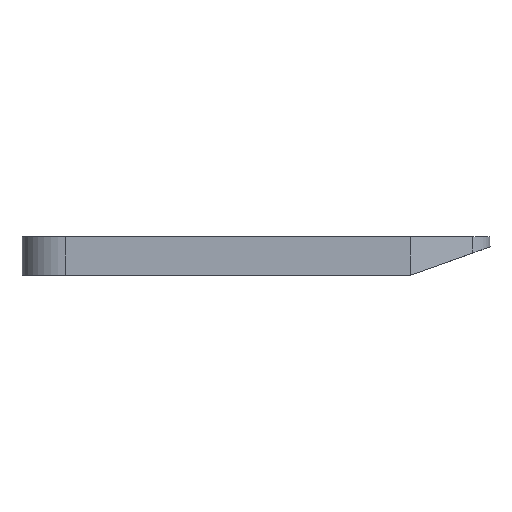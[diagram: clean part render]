
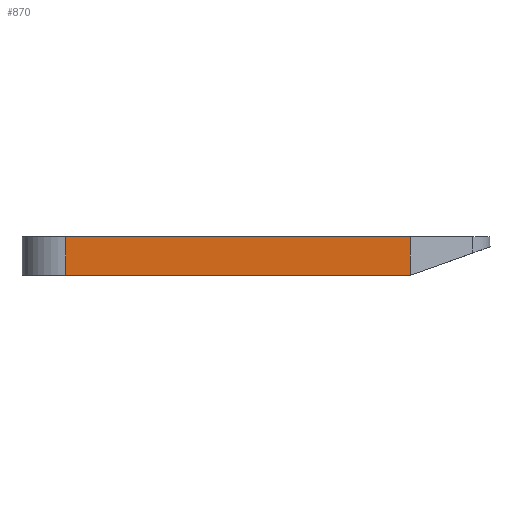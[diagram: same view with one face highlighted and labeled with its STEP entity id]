
A CAD part, left-side view. The second image highlights one B-rep face of the part: STEP entity #870.
In plain terms, the highlighted planar face has unit normal (-1, 0, 0).
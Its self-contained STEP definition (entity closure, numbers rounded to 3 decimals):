
#96 = CARTESIAN_POINT ( 'NONE',  ( -18.574, -69.783, 15. ) ) ;
#156 = VERTEX_POINT ( 'NONE', #96 ) ;
#177 = CARTESIAN_POINT ( 'NONE',  ( -18.574, 63.78, 0. ) ) ;
#179 = EDGE_CURVE ( 'NONE', #156, #367, #582, .T. ) ;
#198 = LINE ( 'NONE', #898, #619 ) ;
#219 = VERTEX_POINT ( 'NONE', #723 ) ;
#229 = CARTESIAN_POINT ( 'NONE',  ( -18.574, 63.78, 0. ) ) ;
#257 = VECTOR ( 'NONE', #661, 1000. ) ;
#311 = EDGE_CURVE ( 'NONE', #858, #367, #881, .T. ) ;
#333 = EDGE_CURVE ( 'NONE', #219, #156, #198, .T. ) ;
#367 = VERTEX_POINT ( 'NONE', #757 ) ;
#375 = PLANE ( 'NONE',  #479 ) ;
#401 = ORIENTED_EDGE ( 'NONE', *, *, #548, .T. ) ;
#413 = DIRECTION ( 'NONE',  ( 0., 0., -1. ) ) ;
#416 = DIRECTION ( 'NONE',  ( 0., -1., 0. ) ) ;
#447 = VECTOR ( 'NONE', #413, 1000. ) ;
#450 = ORIENTED_EDGE ( 'NONE', *, *, #311, .T. ) ;
#479 = AXIS2_PLACEMENT_3D ( 'NONE', #754, #914, #545 ) ;
#490 = ORIENTED_EDGE ( 'NONE', *, *, #333, .F. ) ;
#545 = DIRECTION ( 'NONE',  ( 0., 1., 0. ) ) ;
#548 = EDGE_CURVE ( 'NONE', #219, #858, #665, .T. ) ;
#582 = LINE ( 'NONE', #955, #447 ) ;
#591 = VECTOR ( 'NONE', #682, 1000. ) ;
#606 = FACE_OUTER_BOUND ( 'NONE', #802, .T. ) ;
#619 = VECTOR ( 'NONE', #416, 1000. ) ;
#661 = DIRECTION ( 'NONE',  ( 0., 0., -1. ) ) ;
#665 = LINE ( 'NONE', #673, #257 ) ;
#673 = CARTESIAN_POINT ( 'NONE',  ( -18.574, 63.78, 15. ) ) ;
#682 = DIRECTION ( 'NONE',  ( 0., -1., 0. ) ) ;
#723 = CARTESIAN_POINT ( 'NONE',  ( -18.574, 63.78, 15. ) ) ;
#754 = CARTESIAN_POINT ( 'NONE',  ( -18.574, 63.78, 15. ) ) ;
#757 = CARTESIAN_POINT ( 'NONE',  ( -18.574, -69.783, 0. ) ) ;
#802 = EDGE_LOOP ( 'NONE', ( #450, #916, #490, #401 ) ) ;
#858 = VERTEX_POINT ( 'NONE', #229 ) ;
#870 = ADVANCED_FACE ( 'NONE', ( #606 ), #375, .F. ) ;
#881 = LINE ( 'NONE', #177, #591 ) ;
#898 = CARTESIAN_POINT ( 'NONE',  ( -18.574, 63.78, 15. ) ) ;
#914 = DIRECTION ( 'NONE',  ( 1., 0., 0. ) ) ;
#916 = ORIENTED_EDGE ( 'NONE', *, *, #179, .F. ) ;
#955 = CARTESIAN_POINT ( 'NONE',  ( -18.574, -69.783, 15. ) ) ;
